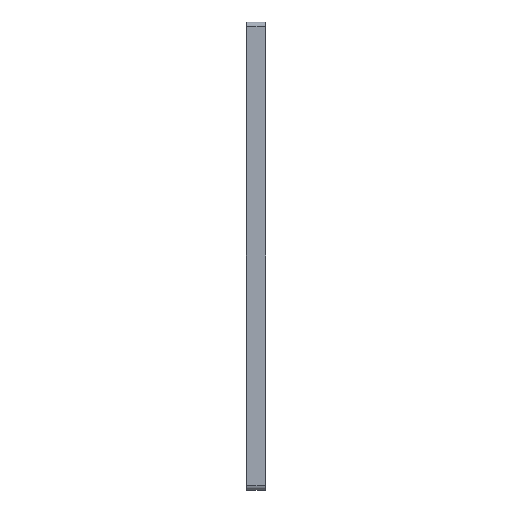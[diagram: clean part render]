
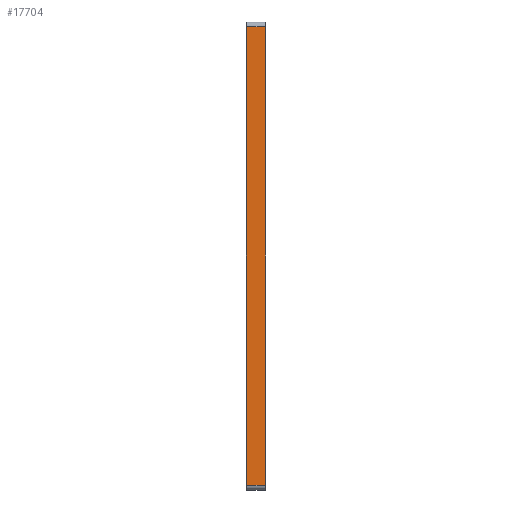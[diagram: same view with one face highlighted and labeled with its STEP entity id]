
A CAD part, left-side view. The second image highlights one B-rep face of the part: STEP entity #17704.
In plain terms, the highlighted planar face has unit normal (-1, 0, 0).
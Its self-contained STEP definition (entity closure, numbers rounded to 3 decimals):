
#724 = ORIENTED_EDGE ( 'NONE', *, *, #20375, .T. ) ;
#1513 = VECTOR ( 'NONE', #33232, 1000. ) ;
#1794 = LINE ( 'NONE', #17624, #12706 ) ;
#2911 = VERTEX_POINT ( 'NONE', #23850 ) ;
#4014 = ORIENTED_EDGE ( 'NONE', *, *, #31219, .F. ) ;
#4688 = VERTEX_POINT ( 'NONE', #5466 ) ;
#4935 = VECTOR ( 'NONE', #20938, 1000. ) ;
#5185 = AXIS2_PLACEMENT_3D ( 'NONE', #19598, #32425, #32779 ) ;
#5466 = CARTESIAN_POINT ( 'NONE',  ( -150., 0.3, 147. ) ) ;
#10862 = EDGE_CURVE ( 'NONE', #13574, #2911, #25051, .T. ) ;
#12706 = VECTOR ( 'NONE', #23501, 1000. ) ;
#12747 = CARTESIAN_POINT ( 'NONE',  ( -150., 12.7, 147. ) ) ;
#13278 = VECTOR ( 'NONE', #20301, 1000. ) ;
#13574 = VERTEX_POINT ( 'NONE', #30217 ) ;
#15491 = CARTESIAN_POINT ( 'NONE',  ( -150., 0.3, 147. ) ) ;
#15516 = CARTESIAN_POINT ( 'NONE',  ( -150., 12.4, 147. ) ) ;
#17624 = CARTESIAN_POINT ( 'NONE',  ( -150., 12.4, 147. ) ) ;
#17704 = ADVANCED_FACE ( 'NONE', ( #24588 ), #22113, .F. ) ;
#19598 = CARTESIAN_POINT ( 'NONE',  ( -150., 12.7, 147. ) ) ;
#20301 = DIRECTION ( 'NONE',  ( 0., 0., 1. ) ) ;
#20375 = EDGE_CURVE ( 'NONE', #31501, #13574, #1794, .T. ) ;
#20381 = EDGE_CURVE ( 'NONE', #2911, #4688, #33808, .T. ) ;
#20938 = DIRECTION ( 'NONE',  ( 0., -1., 0. ) ) ;
#22113 = PLANE ( 'NONE',  #5185 ) ;
#22392 = CARTESIAN_POINT ( 'NONE',  ( -150., 12.7, -147. ) ) ;
#22682 = ORIENTED_EDGE ( 'NONE', *, *, #20381, .T. ) ;
#23501 = DIRECTION ( 'NONE',  ( 0., 0., -1. ) ) ;
#23850 = CARTESIAN_POINT ( 'NONE',  ( -150., 0.3, -147. ) ) ;
#24588 = FACE_OUTER_BOUND ( 'NONE', #33910, .T. ) ;
#25051 = LINE ( 'NONE', #22392, #1513 ) ;
#26430 = LINE ( 'NONE', #12747, #4935 ) ;
#28522 = ORIENTED_EDGE ( 'NONE', *, *, #10862, .T. ) ;
#30217 = CARTESIAN_POINT ( 'NONE',  ( -150., 12.4, -147. ) ) ;
#31219 = EDGE_CURVE ( 'NONE', #31501, #4688, #26430, .T. ) ;
#31501 = VERTEX_POINT ( 'NONE', #15516 ) ;
#32425 = DIRECTION ( 'NONE',  ( 1., 0., 0. ) ) ;
#32779 = DIRECTION ( 'NONE',  ( 0., 0., -1. ) ) ;
#33232 = DIRECTION ( 'NONE',  ( 0., -1., 0. ) ) ;
#33808 = LINE ( 'NONE', #15491, #13278 ) ;
#33910 = EDGE_LOOP ( 'NONE', ( #28522, #22682, #4014, #724 ) ) ;
